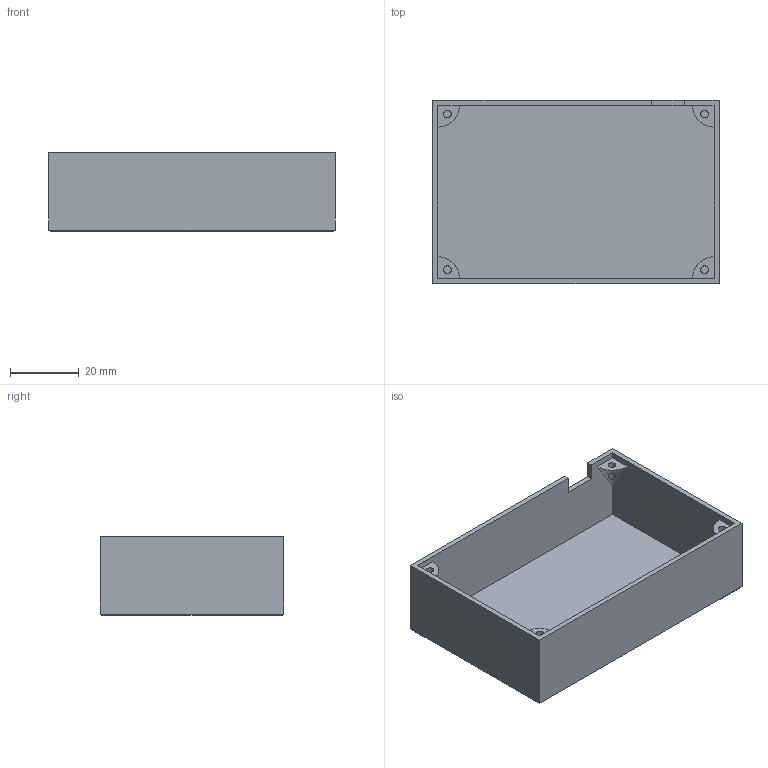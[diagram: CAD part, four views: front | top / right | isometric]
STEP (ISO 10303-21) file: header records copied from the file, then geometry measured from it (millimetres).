
FILE_DESCRIPTION(/* description */ (''),/* implementation_level */ '2;1');
FILE_NAME(/* name */ 'CR_R3 v31.step',/* time_stamp */ '2021-05-28T09:13:19-04:00',/* author */ (''),/* organization */ (''),/* preprocessor_version */ 'ST-DEVELOPER v18.1',/* originating_system */ 'Autodesk Translation Framework v10.6.0.1341',/* authorisation */ '');
FILE_SCHEMA (('AUTOMOTIVE_DESIGN { 1 0 10303 214 3 1 1 }'));
Length unit declared in the file: millimetre
Products named in the file (1): CR_R3
Bounding box: 83.5 x 53.4 x 23 mm (x, y, z)
Volume: 13554.7 mm3; surface area: 21003.4 mm2
Topology: 1 solids, 1 shells, 30 faces, 88 edges, 56 vertices
Faces by surface type: plane 22, cylinder 4, cone 4
Full cylindrical faces by diameter (mm): 2.25 x4
Entity records: 1165 total; most frequent: CARTESIAN_POINT 347, ORIENTED_EDGE 168, DIRECTION 146, EDGE_CURVE 84, LINE 68, VECTOR 68, VERTEX_POINT 56, AXIS2_PLACEMENT_3D 39
